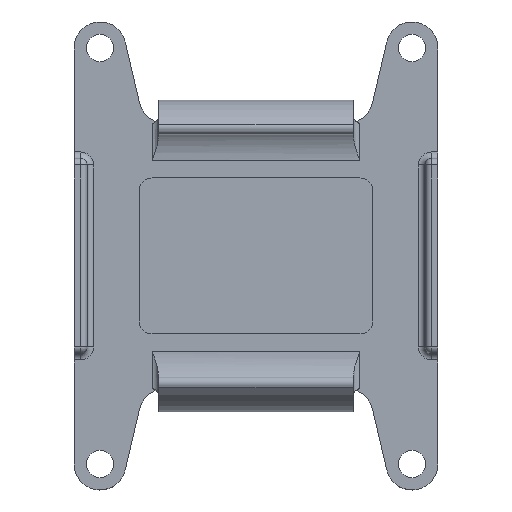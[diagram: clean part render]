
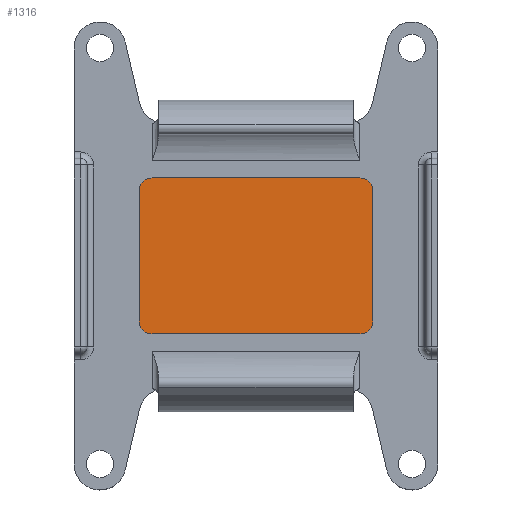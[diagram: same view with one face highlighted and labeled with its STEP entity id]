
A CAD part, top view. The second image highlights one B-rep face of the part: STEP entity #1316.
In plain terms, the highlighted planar face has unit normal (0, 0, 1).
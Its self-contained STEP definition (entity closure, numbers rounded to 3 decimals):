
#60=CIRCLE('',#1404,2.);
#62=CIRCLE('',#1408,2.);
#64=CIRCLE('',#1412,2.);
#66=CIRCLE('',#1416,2.);
#182=FACE_OUTER_BOUND('',#263,.T.);
#263=EDGE_LOOP('',(#956,#957,#958,#959,#960,#961,#962,#963));
#361=LINE('',#2057,#470);
#365=LINE('',#2069,#474);
#369=LINE('',#2081,#478);
#372=LINE('',#2090,#481);
#470=VECTOR('',#1619,20.);
#474=VECTOR('',#1631,32.);
#478=VECTOR('',#1643,20.);
#481=VECTOR('',#1654,32.);
#586=VERTEX_POINT('',#2047);
#587=VERTEX_POINT('',#2049);
#589=VERTEX_POINT('',#2055);
#591=VERTEX_POINT('',#2061);
#593=VERTEX_POINT('',#2067);
#595=VERTEX_POINT('',#2073);
#597=VERTEX_POINT('',#2079);
#599=VERTEX_POINT('',#2085);
#720=EDGE_CURVE('',#586,#587,#60,.T.);
#724=EDGE_CURVE('',#589,#586,#361,.T.);
#727=EDGE_CURVE('',#591,#589,#62,.T.);
#730=EDGE_CURVE('',#593,#591,#365,.T.);
#733=EDGE_CURVE('',#595,#593,#64,.T.);
#736=EDGE_CURVE('',#597,#595,#369,.T.);
#739=EDGE_CURVE('',#599,#597,#66,.T.);
#741=EDGE_CURVE('',#587,#599,#372,.T.);
#956=ORIENTED_EDGE('',*,*,#741,.F.);
#957=ORIENTED_EDGE('',*,*,#720,.F.);
#958=ORIENTED_EDGE('',*,*,#724,.F.);
#959=ORIENTED_EDGE('',*,*,#727,.F.);
#960=ORIENTED_EDGE('',*,*,#730,.F.);
#961=ORIENTED_EDGE('',*,*,#733,.F.);
#962=ORIENTED_EDGE('',*,*,#736,.F.);
#963=ORIENTED_EDGE('',*,*,#739,.F.);
#1283=PLANE('',#1418);
#1316=ADVANCED_FACE('',(#182),#1283,.T.);
#1404=AXIS2_PLACEMENT_3D('',#2050,#1612,#1613);
#1408=AXIS2_PLACEMENT_3D('',#2063,#1625,#1626);
#1412=AXIS2_PLACEMENT_3D('',#2075,#1637,#1638);
#1416=AXIS2_PLACEMENT_3D('',#2087,#1649,#1650);
#1418=AXIS2_PLACEMENT_3D('',#2091,#1655,#1656);
#1612=DIRECTION('center_axis',(0.,0.,-1.));
#1613=DIRECTION('ref_axis',(0.,1.,0.));
#1619=DIRECTION('',(0.,-1.,0.));
#1625=DIRECTION('center_axis',(0.,0.,-1.));
#1626=DIRECTION('ref_axis',(-1.,0.,0.));
#1631=DIRECTION('',(1.,0.,0.));
#1637=DIRECTION('center_axis',(0.,0.,-1.));
#1638=DIRECTION('ref_axis',(0.,-1.,0.));
#1643=DIRECTION('',(0.,1.,0.));
#1649=DIRECTION('center_axis',(0.,0.,-1.));
#1650=DIRECTION('ref_axis',(1.,0.,0.));
#1654=DIRECTION('',(-1.,0.,0.));
#1655=DIRECTION('center_axis',(0.,0.,1.));
#1656=DIRECTION('ref_axis',(1.,0.,0.));
#2047=CARTESIAN_POINT('',(54.,18.,1.25));
#2049=CARTESIAN_POINT('',(52.,16.,1.25));
#2050=CARTESIAN_POINT('Origin',(52.,18.,1.25));
#2055=CARTESIAN_POINT('',(54.,38.,1.25));
#2057=CARTESIAN_POINT('',(54.,38.,1.25));
#2061=CARTESIAN_POINT('',(52.,40.,1.25));
#2063=CARTESIAN_POINT('Origin',(52.,38.,1.25));
#2067=CARTESIAN_POINT('',(20.,40.,1.25));
#2069=CARTESIAN_POINT('',(20.,40.,1.25));
#2073=CARTESIAN_POINT('',(18.,38.,1.25));
#2075=CARTESIAN_POINT('Origin',(20.,38.,1.25));
#2079=CARTESIAN_POINT('',(18.,18.,1.25));
#2081=CARTESIAN_POINT('',(18.,18.,1.25));
#2085=CARTESIAN_POINT('',(20.,16.,1.25));
#2087=CARTESIAN_POINT('Origin',(20.,18.,1.25));
#2090=CARTESIAN_POINT('',(52.,16.,1.25));
#2091=CARTESIAN_POINT('Origin',(36.,28.,1.25));
